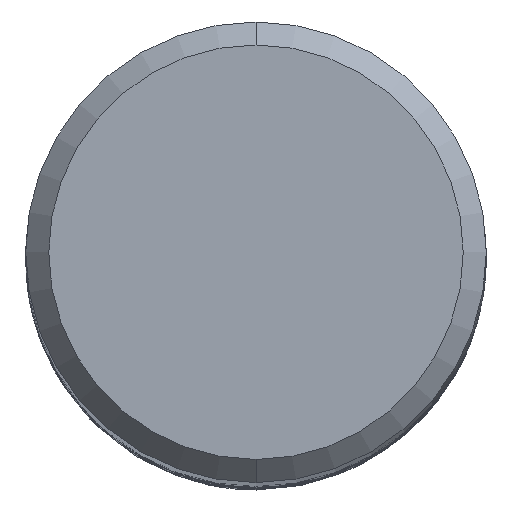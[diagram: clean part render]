
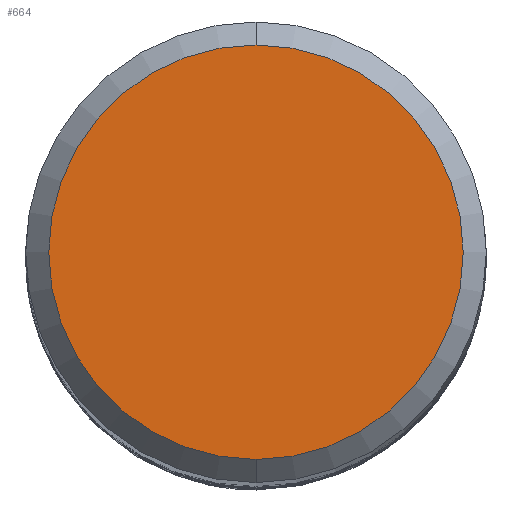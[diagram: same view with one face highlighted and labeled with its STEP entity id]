
A CAD part, top view. The second image highlights one B-rep face of the part: STEP entity #664.
In plain terms, the highlighted planar face has unit normal (0, 0, 1).
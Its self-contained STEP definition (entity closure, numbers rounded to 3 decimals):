
#576=VERTEX_POINT('',#1667);
#664=ADVANCED_FACE('',(#1762),#1763,.T.);
#724=EDGE_CURVE('',#980,#576,#1827,.T.);
#980=VERTEX_POINT('',#2102);
#1194=EDGE_CURVE('',#576,#980,#2340,.T.);
#1667=CARTESIAN_POINT('',(0.0,3.6,0.0));
#1762=FACE_OUTER_BOUND('',#3977,.T.);
#1763=PLANE('',#3978);
#1827=CIRCLE('',#4288,3.6);
#2102=CARTESIAN_POINT('',(0.,-3.6,0.0));
#2340=CIRCLE('',#10699,3.6);
#3977=EDGE_LOOP('',(#15306,#15307));
#3978=AXIS2_PLACEMENT_3D('',#15308,#15309,#15310);
#4288=AXIS2_PLACEMENT_3D('',#15363,#15364,#15365);
#10699=AXIS2_PLACEMENT_3D('',#15887,#15888,#15889);
#15306=ORIENTED_EDGE('',*,*,#1194,.F.);
#15307=ORIENTED_EDGE('',*,*,#724,.F.);
#15308=CARTESIAN_POINT('',(0.0,1.8,0.0));
#15309=DIRECTION('',(-0.0,0.0,1.0));
#15310=DIRECTION('',(0.0,-1.0,0.0));
#15363=CARTESIAN_POINT('',(0.0,0.0,0.0));
#15364=DIRECTION('',(0.0,0.0,-1.0));
#15365=DIRECTION('',(0.0,1.0,0.0));
#15887=CARTESIAN_POINT('',(0.0,0.0,0.0));
#15888=DIRECTION('',(0.0,0.0,-1.0));
#15889=DIRECTION('',(0.0,1.0,0.0));
